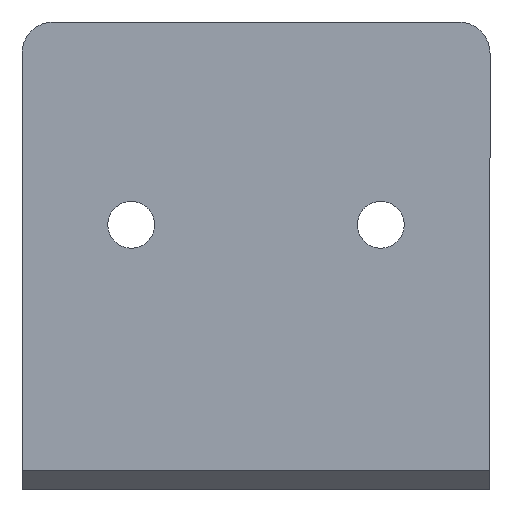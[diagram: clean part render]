
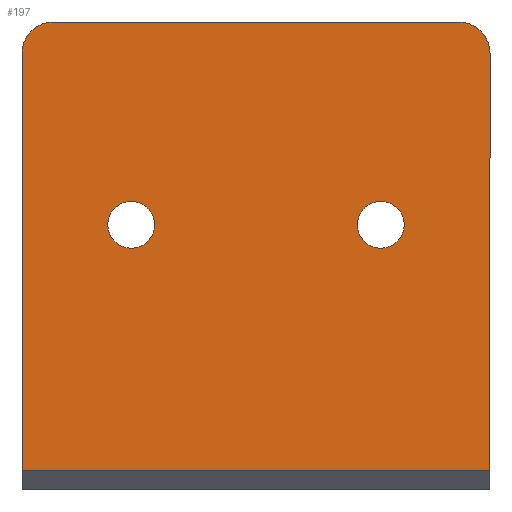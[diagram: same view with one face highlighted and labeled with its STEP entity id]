
A CAD part, front view. The second image highlights one B-rep face of the part: STEP entity #197.
In plain terms, the highlighted planar face has unit normal (0, -1, 0).
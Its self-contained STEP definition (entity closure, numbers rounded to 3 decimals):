
#197=ADVANCED_FACE('',(#729,#731,#733),#735,.T.);
#729=FACE_BOUND('',#730,.T.);
#730=EDGE_LOOP('',(#1399,#1400,#1401,#1402,#1403,#1404));
#731=FACE_BOUND('',#732,.T.);
#732=EDGE_LOOP('',(#1405));
#733=FACE_BOUND('',#734,.T.);
#734=EDGE_LOOP('',(#1406));
#735=PLANE('',#736);
#736=AXIS2_PLACEMENT_3D('',#737,#738,#739);
#737=CARTESIAN_POINT('',(-30.,0.,30.));
#738=DIRECTION('',(0.,-1.,0.));
#739=DIRECTION('',(0.,0.,-1.));
#1399=ORIENTED_EDGE('',*,*,#1637,.F.);
#1400=ORIENTED_EDGE('',*,*,#1620,.T.);
#1401=ORIENTED_EDGE('',*,*,#1630,.T.);
#1402=ORIENTED_EDGE('',*,*,#1611,.F.);
#1403=ORIENTED_EDGE('',*,*,#1638,.F.);
#1404=ORIENTED_EDGE('',*,*,#1633,.F.);
#1405=ORIENTED_EDGE('',*,*,#1639,.T.);
#1406=ORIENTED_EDGE('',*,*,#1640,.T.);
#1611=EDGE_CURVE('',#1778,#1780,#1781,.T.);
#1620=EDGE_CURVE('',#1795,#1793,#1796,.T.);
#1630=EDGE_CURVE('',#1793,#1780,#1814,.T.);
#1633=EDGE_CURVE('',#1818,#1820,#1821,.T.);
#1637=EDGE_CURVE('',#1795,#1818,#1827,.F.);
#1638=EDGE_CURVE('',#1820,#1778,#1828,.F.);
#1639=EDGE_CURVE('',#1829,#1829,#1830,.T.);
#1640=EDGE_CURVE('',#1831,#1831,#1832,.T.);
#1778=VERTEX_POINT('',#2078);
#1780=VERTEX_POINT('',#2082);
#1781=LINE('',#2083,#2084);
#1793=VERTEX_POINT('',#2111);
#1795=VERTEX_POINT('',#2115);
#1796=LINE('',#2116,#2117);
#1814=LINE('',#2156,#2157);
#1818=VERTEX_POINT('',#2164);
#1820=VERTEX_POINT('',#2168);
#1821=LINE('',#2169,#2170);
#1827=CIRCLE('',#2185,2.);
#1828=CIRCLE('',#2189,2.);
#1829=VERTEX_POINT('',#2193);
#1830=CIRCLE('',#2194,1.5);
#1831=VERTEX_POINT('',#2198);
#1832=CIRCLE('',#2199,1.5);
#2078=CARTESIAN_POINT('',(0.,0.,28.));
#2082=CARTESIAN_POINT('',(0.,0.,1.25));
#2083=CARTESIAN_POINT('',(0.,0.,28.));
#2084=VECTOR('',#2085,1.);
#2085=DIRECTION('',(0.,0.,-1.));
#2111=CARTESIAN_POINT('',(-30.,0.,1.25));
#2115=CARTESIAN_POINT('',(-30.,0.,28.));
#2116=CARTESIAN_POINT('',(-30.,0.,28.));
#2117=VECTOR('',#2118,1.);
#2118=DIRECTION('',(0.,0.,-1.));
#2156=CARTESIAN_POINT('',(-30.,0.,1.25));
#2157=VECTOR('',#2158,1.);
#2158=DIRECTION('',(1.,0.,0.));
#2164=CARTESIAN_POINT('',(-28.,0.,30.));
#2168=CARTESIAN_POINT('',(-2.,0.,30.));
#2169=CARTESIAN_POINT('',(-28.,0.,30.));
#2170=VECTOR('',#2171,1.);
#2171=DIRECTION('',(1.,0.,0.));
#2185=AXIS2_PLACEMENT_3D('',#2186,#2187,#2188);
#2186=CARTESIAN_POINT('',(-28.,0.,28.));
#2187=DIRECTION('',(0.,-1.,0.));
#2188=DIRECTION('',(0.,0.,1.));
#2189=AXIS2_PLACEMENT_3D('',#2190,#2191,#2192);
#2190=CARTESIAN_POINT('',(-2.,0.,28.));
#2191=DIRECTION('',(0.,-1.,0.));
#2192=DIRECTION('',(1.,0.,0.));
#2193=CARTESIAN_POINT('',(-24.5,0.,17.));
#2194=AXIS2_PLACEMENT_3D('',#2195,#2196,#2197);
#2195=CARTESIAN_POINT('',(-23.,0.,17.));
#2196=DIRECTION('',(0.,1.,0.));
#2197=DIRECTION('',(-1.,0.,0.));
#2198=CARTESIAN_POINT('',(-8.5,0.,17.));
#2199=AXIS2_PLACEMENT_3D('',#2200,#2201,#2202);
#2200=CARTESIAN_POINT('',(-7.,0.,17.));
#2201=DIRECTION('',(0.,1.,0.));
#2202=DIRECTION('',(-1.,0.,0.));
